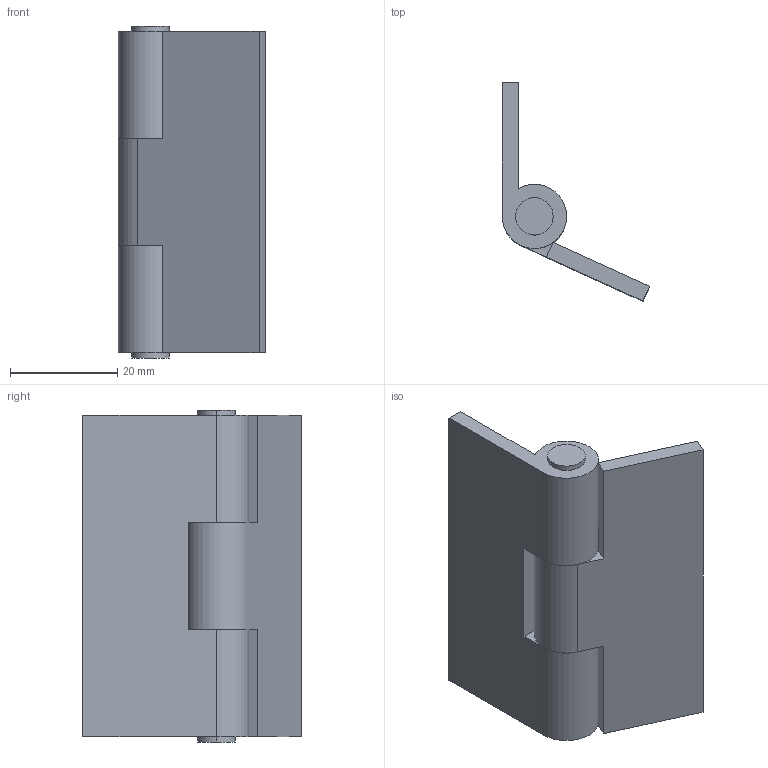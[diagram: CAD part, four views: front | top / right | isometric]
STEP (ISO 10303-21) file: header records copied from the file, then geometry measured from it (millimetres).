
FILE_DESCRIPTION (( 'STEP AP203' ), '1' );
FILE_NAME ('Hinge assembly.STEP', '2019-03-06T13:40:57', ( '' ), ( '' ), 'SwSTEP 2.0', 'SolidWorks 2018', '' );
FILE_SCHEMA (( 'CONFIG_CONTROL_DESIGN' ));
Length unit declared in the file: millimetre
Products named in the file (4): Hinge assembly; big ring; small ring; Pin
Assembly tree (3 placements, depth 2):
  Hinge assembly
    Pin
    big ring
    small ring
Bounding box: 27.52 x 40.8 x 62 mm (x, y, z)
Volume: 14264.2 mm3; surface area: 10666.7 mm2
Topology: 3 solids, 3 shells, 37 faces, 83 edges, 54 vertices
Faces by surface type: plane 21, cylinder 16
Entity records: 1463 total; most frequent: DIRECTION 201, CARTESIAN_POINT 180, ORIENTED_EDGE 166, EDGE_CURVE 83, AXIS2_PLACEMENT_3D 75, VERTEX_POINT 54, VECTOR 51, LINE 51
